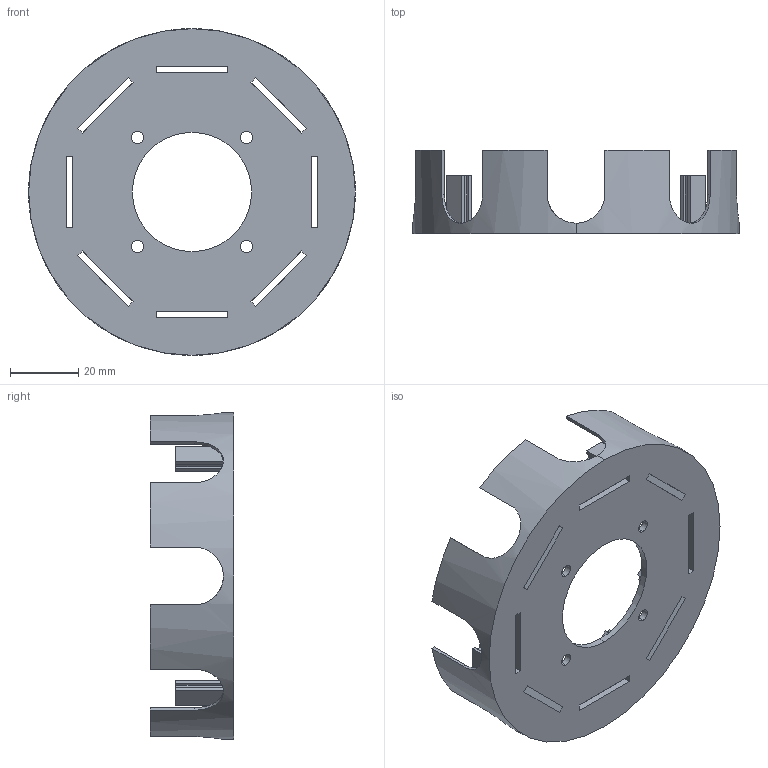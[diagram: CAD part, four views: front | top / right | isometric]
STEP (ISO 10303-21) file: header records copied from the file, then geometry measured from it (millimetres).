
FILE_DESCRIPTION (( 'STEP AP214' ), '1' );
FILE_NAME ('Support pour Détection Ultrason x8.STEP', '2024-10-24T19:37:14', ( '' ), ( '' ), 'SwSTEP 2.0', 'SolidWorks 2021', '' );
FILE_SCHEMA (( 'AUTOMOTIVE_DESIGN' ));
Length unit declared in the file: millimetre
Products named in the file (1): Support pour Détection Ultrason x8
Bounding box: 96 x 24.5 x 96 mm (x, y, z)
Volume: 20535.4 mm3; surface area: 25828 mm2
Topology: 1 solids, 1 shells, 153 faces, 474 edges, 316 vertices
Faces by surface type: plane 131, cylinder 22
Entity records: 5970 total; most frequent: CARTESIAN_POINT 1660, ORIENTED_EDGE 948, DIRECTION 802, EDGE_CURVE 474, LINE 414, VECTOR 414, VERTEX_POINT 316, AXIS2_PLACEMENT_3D 194
